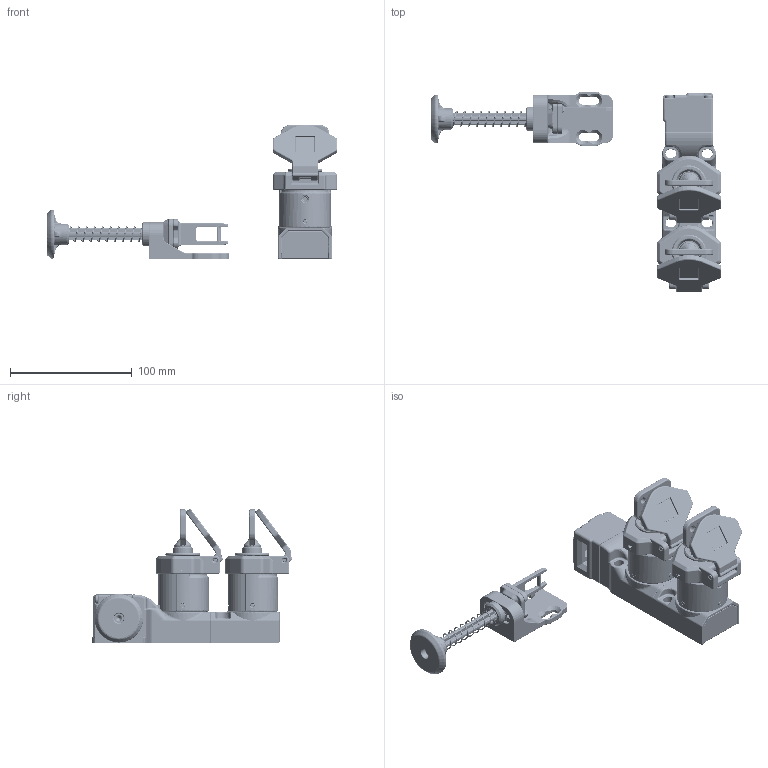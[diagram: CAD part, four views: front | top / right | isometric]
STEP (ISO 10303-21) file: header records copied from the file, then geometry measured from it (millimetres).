
FILE_DESCRIPTION (( 'STEP AP214' ), '1' );
FILE_NAME ('800003-A103.STEP', '2022-11-09T17:45:11', ( '' ), ( '' ), 'SwSTEP 2.0', 'SolidWorks 2021', '' );
FILE_SCHEMA (( 'AUTOMOTIVE_DESIGN' ));
Length unit declared in the file: inch
Products named in the file (3): 800003-A103; 800003-A103_2; 800003-A103_1
Assembly tree (2 placements, depth 2):
  800003-A103
    800003-A103_1
    800003-A103_2
Bounding box: 238.7 x 164.76 x 110.38 mm (x, y, z)
Volume: 292561.4 mm3; surface area: 137861.6 mm2
Topology: 5 solids, 27 shells, 4585 faces, 10810 edges, 6173 vertices
Faces by surface type: cylinder 1815, plane 993, bspline 744, torus 595, cone 335, sphere 103
Full cylindrical faces by diameter (mm): 3.05 x4, 3.1 x8, 3.29 x2, 3.31 x2, 4.347 x1, 4.7 x2, 4.735 x1, 6.521 x1, 6.867 x1, 29.773 x2
Entity records: 194651 total; most frequent: CARTESIAN_POINT 95766, ORIENTED_EDGE 21120, DIRECTION 20343, EDGE_CURVE 10560, AXIS2_PLACEMENT_3D 8220, VERTEX_POINT 6152, EDGE_LOOP 4820, FACE_OUTER_BOUND 4609
